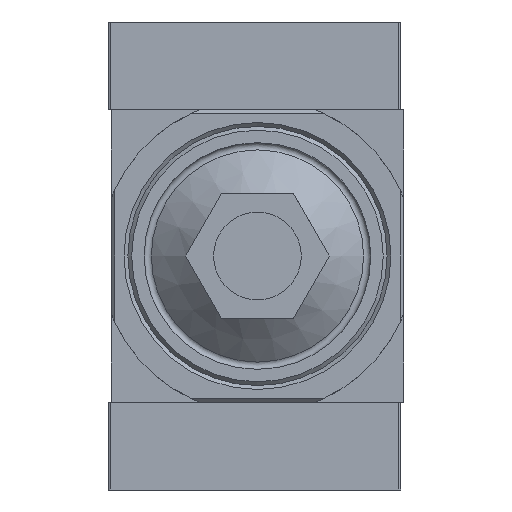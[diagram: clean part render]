
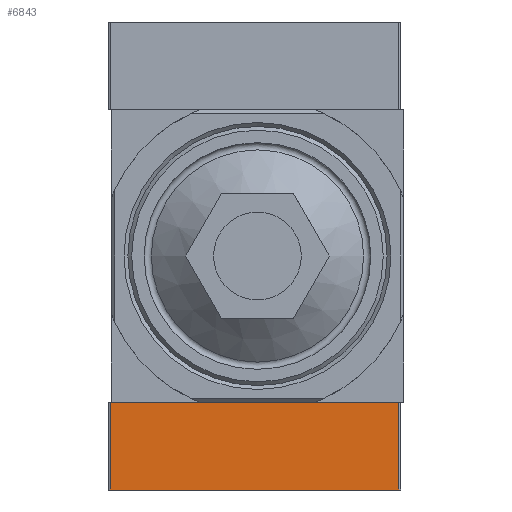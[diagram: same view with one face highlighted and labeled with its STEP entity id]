
A CAD part, front view. The second image highlights one B-rep face of the part: STEP entity #6843.
In plain terms, the highlighted face is planar.
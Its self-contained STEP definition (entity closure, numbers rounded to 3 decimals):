
#280=PLANE('',#7442);
#556=LINE('',#10669,#918);
#557=LINE('',#10673,#919);
#558=LINE('',#10675,#920);
#559=LINE('',#10677,#921);
#918=VECTOR('',#8778,1000.);
#919=VECTOR('',#8783,1000.);
#920=VECTOR('',#8784,1000.);
#921=VECTOR('',#8785,1000.);
#2048=ORIENTED_EDGE('',*,*,#3108,.T.);
#2049=ORIENTED_EDGE('',*,*,#3109,.F.);
#2050=ORIENTED_EDGE('',*,*,#3110,.F.);
#2051=ORIENTED_EDGE('',*,*,#3106,.T.);
#3106=EDGE_CURVE('',#3732,#3731,#556,.T.);
#3108=EDGE_CURVE('',#3731,#3733,#557,.T.);
#3109=EDGE_CURVE('',#3734,#3733,#558,.T.);
#3110=EDGE_CURVE('',#3732,#3734,#559,.T.);
#3731=VERTEX_POINT('',#10668);
#3732=VERTEX_POINT('',#10670);
#3733=VERTEX_POINT('',#10674);
#3734=VERTEX_POINT('',#10676);
#4537=EDGE_LOOP('',(#2048,#2049,#2050,#2051));
#5017=FACE_BOUND('',#4537,.T.);
#6843=ADVANCED_FACE('',(#5017),#280,.F.);
#7442=AXIS2_PLACEMENT_3D('',#10672,#8781,#8782);
#8778=DIRECTION('',(0.,0.,-1.));
#8781=DIRECTION('',(0.,-1.,0.));
#8782=DIRECTION('',(0.,0.,-1.));
#8783=DIRECTION('',(-1.,0.,0.));
#8784=DIRECTION('',(0.,0.,-1.));
#8785=DIRECTION('',(-1.,0.,0.));
#10668=CARTESIAN_POINT('',(19.7,10.,-6.));
#10669=CARTESIAN_POINT('',(19.7,10.,6.));
#10670=CARTESIAN_POINT('',(19.7,10.,6.));
#10672=CARTESIAN_POINT('',(19.7,10.,6.));
#10673=CARTESIAN_POINT('',(19.7,10.,-6.));
#10674=CARTESIAN_POINT('',(-19.7,10.,-6.));
#10675=CARTESIAN_POINT('',(-19.7,10.,6.));
#10676=CARTESIAN_POINT('',(-19.7,10.,6.));
#10677=CARTESIAN_POINT('',(19.7,10.,6.));
